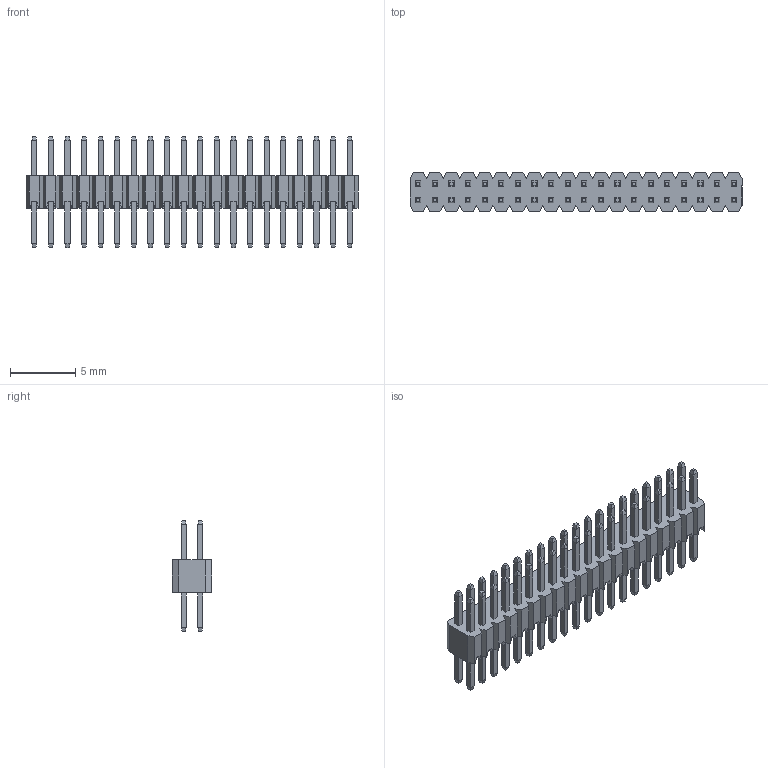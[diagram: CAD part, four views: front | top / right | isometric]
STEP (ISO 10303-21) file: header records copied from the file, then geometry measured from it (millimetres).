
FILE_DESCRIPTION (( 'STEP AP214' ), '1' );
FILE_NAME ('FPH12730-D40S1014070740B-REF.STEP', '2025-11-28T06:02:07', ( '' ), ( '' ), 'SwSTEP 2.0', 'SolidWorks 2021', '' );
FILE_SCHEMA (( 'AUTOMOTIVE_DESIGN' ));
Length unit declared in the file: millimetre
Products named in the file (1): FPH12730-D40S1014070740B-REF
Bounding box: 25.4 x 3 x 8.5 mm (x, y, z)
Volume: 205.1 mm3; surface area: 778.2 mm2
Topology: 1 solids, 1 shells, 1044 faces, 2526 edges, 1524 vertices
Faces by surface type: plane 1044
Entity records: 29204 total; most frequent: CARTESIAN_POINT 5095, ORIENTED_EDGE 5052, DIRECTION 4616, EDGE_CURVE 2526, LINE 2526, VECTOR 2526, VERTEX_POINT 1524, EDGE_LOOP 1084
